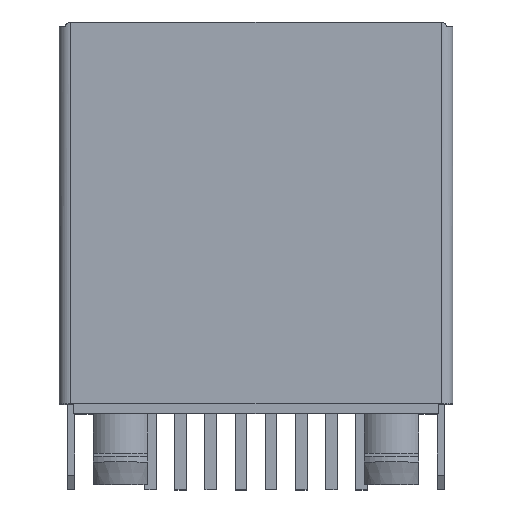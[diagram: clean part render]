
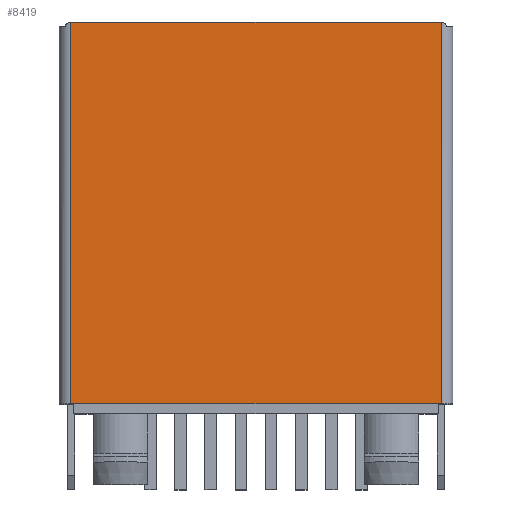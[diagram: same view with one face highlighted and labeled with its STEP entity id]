
A CAD part, top view. The second image highlights one B-rep face of the part: STEP entity #8419.
In plain terms, the highlighted planar face has unit normal (0, 0, 1).
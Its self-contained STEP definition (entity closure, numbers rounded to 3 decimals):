
#153=DIRECTION('',(0.,1.,0.));
#154=VECTOR('',#153,16.1);
#155=CARTESIAN_POINT('',(-7.8,-7.85,6.5));
#156=LINE('',#155,#154);
#1960=DIRECTION('',(0.,-1.,0.));
#1961=VECTOR('',#1960,16.1);
#1962=CARTESIAN_POINT('',(7.8,8.25,6.5));
#1963=LINE('',#1962,#1961);
#2853=DIRECTION('',(1.,0.,0.));
#2854=VECTOR('',#2853,15.6);
#2855=CARTESIAN_POINT('',(-7.8,-7.85,6.5));
#2856=LINE('',#2855,#2854);
#2857=DIRECTION('',(1.,0.,0.));
#2858=VECTOR('',#2857,15.6);
#2859=CARTESIAN_POINT('',(-7.8,8.25,6.5));
#2860=LINE('',#2859,#2858);
#3949=CARTESIAN_POINT('',(7.8,-7.85,6.5));
#3950=VERTEX_POINT('',#3949);
#3955=CARTESIAN_POINT('',(-7.8,-7.85,6.5));
#3956=VERTEX_POINT('',#3955);
#4074=CARTESIAN_POINT('',(-7.8,8.25,6.5));
#4076=VERTEX_POINT('',#4074);
#4099=CARTESIAN_POINT('',(7.8,8.25,6.5));
#4101=VERTEX_POINT('',#4099);
#8408=CARTESIAN_POINT('',(-8.3,8.25,6.5));
#8409=DIRECTION('',(0.,0.,1.));
#8410=DIRECTION('',(0.,-1.,0.));
#8411=AXIS2_PLACEMENT_3D('',#8408,#8409,#8410);
#8412=PLANE('',#8411);
#8413=ORIENTED_EDGE('',*,*,#7193,.T.);
#8414=ORIENTED_EDGE('',*,*,#7119,.F.);
#8415=ORIENTED_EDGE('',*,*,#4690,.T.);
#8416=ORIENTED_EDGE('',*,*,#4761,.T.);
#8417=EDGE_LOOP('',(#8413,#8414,#8415,#8416));
#8418=FACE_OUTER_BOUND('',#8417,.F.);
#8419=ADVANCED_FACE('',(#8418),#8412,.T.);
#4690=EDGE_CURVE('',#3956,#4076,#156,.T.);
#4761=EDGE_CURVE('',#4076,#4101,#2860,.T.);
#7119=EDGE_CURVE('',#3956,#3950,#2856,.T.);
#7193=EDGE_CURVE('',#4101,#3950,#1963,.T.);
